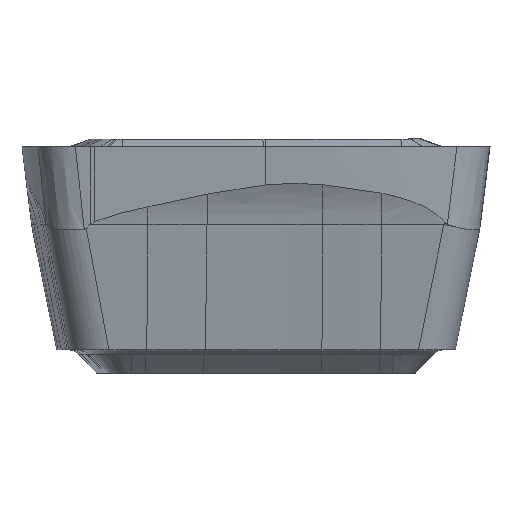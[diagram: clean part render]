
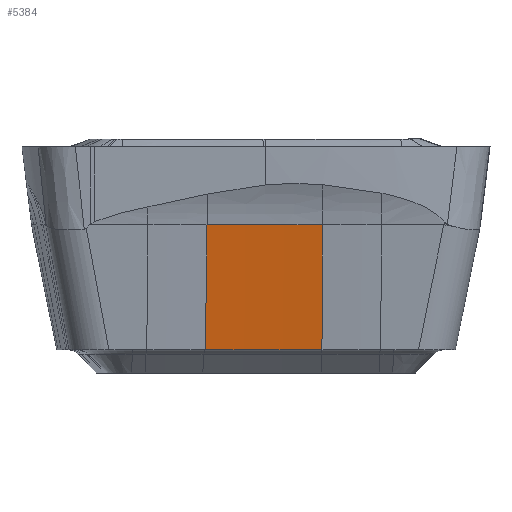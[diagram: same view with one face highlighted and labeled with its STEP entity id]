
A CAD part, left-side view. The second image highlights one B-rep face of the part: STEP entity #5384.
In plain terms, the highlighted conical face has half-angle 11 degrees and reference radius 27.897 mm.
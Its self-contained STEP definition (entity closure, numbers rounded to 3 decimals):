
#226=CARTESIAN_POINT('',(-30.486,-1.218,-2.6));
#227=DIRECTION('',(0.,0.,-1.));
#228=DIRECTION('',(0.998,0.067,0.));
#229=AXIS2_PLACEMENT_3D('',#226,#227,#228);
#460=DIRECTION('',(-0.191,-0.003,0.982));
#461=VECTOR('',#460,1.63);
#462=CARTESIAN_POINT('',(-2.436,-0.846,
-2.6));
#463=LINE('',#462,#461);
#474=DIRECTION('',(-0.19,-0.013,0.982));
#475=VECTOR('',#474,1.63);
#476=CARTESIAN_POINT('',(-2.496,0.649,-2.6));
#477=LINE('',#476,#475);
#1624=CARTESIAN_POINT('',(-30.486,-1.218,
-1.));
#1625=DIRECTION('',(0.,0.,1.));
#1626=DIRECTION('',(1.,0.013,0.));
#1627=AXIS2_PLACEMENT_3D('',#1624,#1625,#1626);
#4713=CARTESIAN_POINT('',(-2.496,0.649,-2.6));
#4714=VERTEX_POINT('',#4713);
#4715=CARTESIAN_POINT('',(-2.436,-0.846,-2.6));
#4716=VERTEX_POINT('',#4715);
#4771=CARTESIAN_POINT('',(-2.747,-0.85,
-1.));
#4772=VERTEX_POINT('',#4771);
#4773=CARTESIAN_POINT('',(-2.806,0.628,
-1.));
#4774=VERTEX_POINT('',#4773);
#5371=CARTESIAN_POINT('',(-30.486,-1.218,
-1.8));
#5372=DIRECTION('',(0.,0.,-1.));
#5373=DIRECTION('',(1.,0.013,0.));
#5374=AXIS2_PLACEMENT_3D('',#5371,#5372,#5373);
#5375=CONICAL_SURFACE('',#5374,27.897,11.);
#5376=ORIENTED_EDGE('',*,*,#5266,.F.);
#5378=ORIENTED_EDGE('',*,*,#5377,.T.);
#5380=ORIENTED_EDGE('',*,*,#5379,.F.);
#5381=ORIENTED_EDGE('',*,*,#5363,.F.);
#5382=EDGE_LOOP('',(#5376,#5378,#5380,#5381));
#5383=FACE_OUTER_BOUND('',#5382,.F.);
#230=CIRCLE('',#229,28.052);
#1628=CIRCLE('',#1627,27.741);
#5266=EDGE_CURVE('',#4714,#4716,#230,.T.);
#5363=EDGE_CURVE('',#4716,#4772,#463,.T.);
#5377=EDGE_CURVE('',#4714,#4774,#477,.T.);
#5379=EDGE_CURVE('',#4772,#4774,#1628,.T.);
#5384=ADVANCED_FACE('',(#5383),#5375,.F.);
